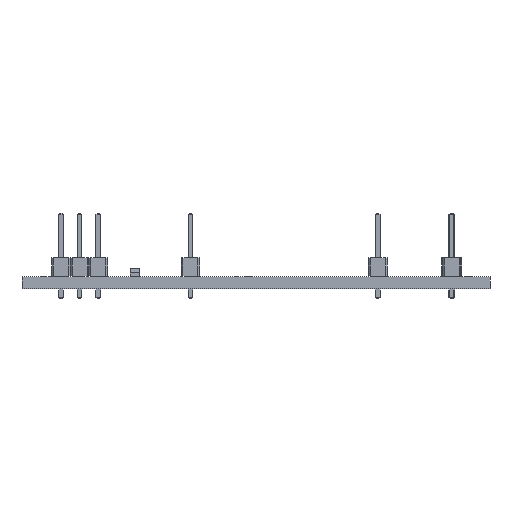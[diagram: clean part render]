
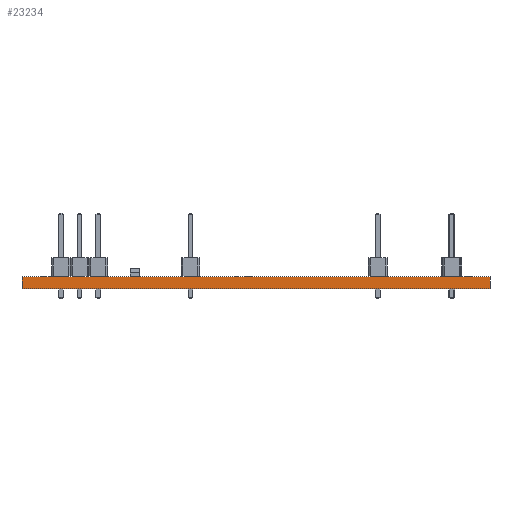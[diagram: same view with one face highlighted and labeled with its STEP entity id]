
A CAD part, front view. The second image highlights one B-rep face of the part: STEP entity #23234.
In plain terms, the highlighted planar face has unit normal (0, -1, 0).
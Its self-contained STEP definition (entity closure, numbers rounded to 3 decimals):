
#23234 = ADVANCED_FACE('',(#23235),#23269,.T.);
#23235 = FACE_BOUND('',#23236,.T.);
#23236 = EDGE_LOOP('',(#23237,#23247,#23255,#23263));
#23237 = ORIENTED_EDGE('',*,*,#23238,.T.);
#23238 = EDGE_CURVE('',#23239,#23241,#23243,.T.);
#23239 = VERTEX_POINT('',#23240);
#23240 = CARTESIAN_POINT('',(109.22,-101.6,0.));
#23241 = VERTEX_POINT('',#23242);
#23242 = CARTESIAN_POINT('',(109.22,-101.6,1.6));
#23243 = LINE('',#23244,#23245);
#23244 = CARTESIAN_POINT('',(109.22,-101.6,0.));
#23245 = VECTOR('',#23246,1.);
#23246 = DIRECTION('',(0.,0.,1.));
#23247 = ORIENTED_EDGE('',*,*,#23248,.T.);
#23248 = EDGE_CURVE('',#23241,#23249,#23251,.T.);
#23249 = VERTEX_POINT('',#23250);
#23250 = CARTESIAN_POINT('',(45.72,-101.6,1.6));
#23251 = LINE('',#23252,#23253);
#23252 = CARTESIAN_POINT('',(109.22,-101.6,1.6));
#23253 = VECTOR('',#23254,1.);
#23254 = DIRECTION('',(-1.,0.,0.));
#23255 = ORIENTED_EDGE('',*,*,#23256,.F.);
#23256 = EDGE_CURVE('',#23257,#23249,#23259,.T.);
#23257 = VERTEX_POINT('',#23258);
#23258 = CARTESIAN_POINT('',(45.72,-101.6,0.));
#23259 = LINE('',#23260,#23261);
#23260 = CARTESIAN_POINT('',(45.72,-101.6,0.));
#23261 = VECTOR('',#23262,1.);
#23262 = DIRECTION('',(0.,0.,1.));
#23263 = ORIENTED_EDGE('',*,*,#23264,.F.);
#23264 = EDGE_CURVE('',#23239,#23257,#23265,.T.);
#23265 = LINE('',#23266,#23267);
#23266 = CARTESIAN_POINT('',(109.22,-101.6,0.));
#23267 = VECTOR('',#23268,1.);
#23268 = DIRECTION('',(-1.,0.,0.));
#23269 = PLANE('',#23270);
#23270 = AXIS2_PLACEMENT_3D('',#23271,#23272,#23273);
#23271 = CARTESIAN_POINT('',(109.22,-101.6,0.));
#23272 = DIRECTION('',(0.,-1.,0.));
#23273 = DIRECTION('',(-1.,0.,0.));
